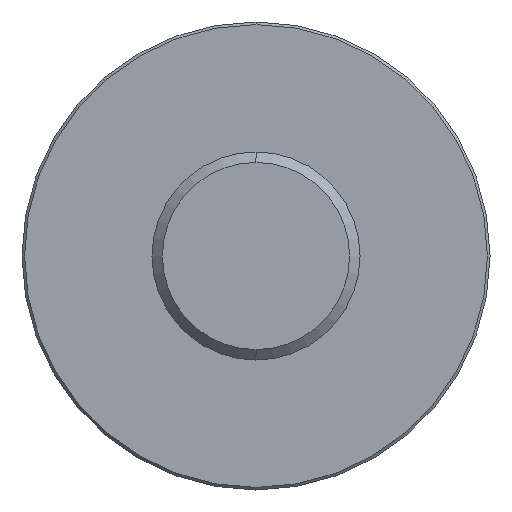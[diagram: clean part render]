
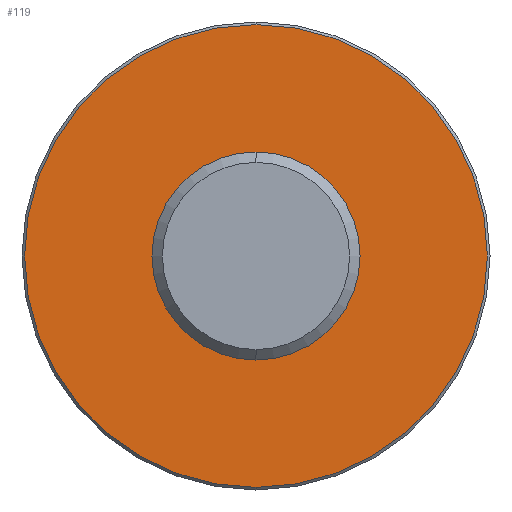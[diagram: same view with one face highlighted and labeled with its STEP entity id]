
A CAD part, left-side view. The second image highlights one B-rep face of the part: STEP entity #119.
In plain terms, the highlighted planar face has unit normal (-1, 0, 0).
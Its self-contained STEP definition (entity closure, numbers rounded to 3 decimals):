
#10 = DIRECTION ( 'NONE',  ( -1., 0., 0. ) ) ;
#38 = AXIS2_PLACEMENT_3D ( 'NONE', #334, #549, #349 ) ;
#69 = AXIS2_PLACEMENT_3D ( 'NONE', #229, #728, #816 ) ;
#72 = CIRCLE ( 'NONE', #134, 2. ) ;
#75 = CARTESIAN_POINT ( 'NONE',  ( 3.5, 0., 0. ) ) ;
#98 = EDGE_CURVE ( 'NONE', #606, #506, #72, .T. ) ;
#113 = DIRECTION ( 'NONE',  ( 1., 0., 0. ) ) ;
#119 = ADVANCED_FACE ( 'NONE', ( #840, #647 ), #802, .F. ) ;
#134 = AXIS2_PLACEMENT_3D ( 'NONE', #75, #893, #304 ) ;
#152 = CARTESIAN_POINT ( 'NONE',  ( 3.5, 0., 2. ) ) ;
#226 = CIRCLE ( 'NONE', #69, 2. ) ;
#227 = CARTESIAN_POINT ( 'NONE',  ( 3.5, 0., -4.45 ) ) ;
#229 = CARTESIAN_POINT ( 'NONE',  ( 3.5, 0., 0. ) ) ;
#240 = VERTEX_POINT ( 'NONE', #227 ) ;
#245 = ORIENTED_EDGE ( 'NONE', *, *, #98, .F. ) ;
#298 = VERTEX_POINT ( 'NONE', #719 ) ;
#304 = DIRECTION ( 'NONE',  ( 0., 0., 1. ) ) ;
#309 = CARTESIAN_POINT ( 'NONE',  ( 3.5, 0., -2. ) ) ;
#328 = CARTESIAN_POINT ( 'NONE',  ( 3.5, 0., -2. ) ) ;
#334 = CARTESIAN_POINT ( 'NONE',  ( 3.5, 0., 0. ) ) ;
#335 = EDGE_CURVE ( 'NONE', #240, #298, #377, .T. ) ;
#349 = DIRECTION ( 'NONE',  ( 0., 0., -1. ) ) ;
#351 = EDGE_CURVE ( 'NONE', #506, #606, #226, .T. ) ;
#377 = CIRCLE ( 'NONE', #767, 4.45 ) ;
#442 = CIRCLE ( 'NONE', #38, 4.45 ) ;
#506 = VERTEX_POINT ( 'NONE', #328 ) ;
#507 = AXIS2_PLACEMENT_3D ( 'NONE', #309, #113, #856 ) ;
#549 = DIRECTION ( 'NONE',  ( -1., 0., 0. ) ) ;
#579 = EDGE_CURVE ( 'NONE', #298, #240, #442, .T. ) ;
#606 = VERTEX_POINT ( 'NONE', #152 ) ;
#613 = DIRECTION ( 'NONE',  ( 0., 0., -1. ) ) ;
#614 = CARTESIAN_POINT ( 'NONE',  ( 3.5, 0., 0. ) ) ;
#615 = ORIENTED_EDGE ( 'NONE', *, *, #579, .T. ) ;
#630 = EDGE_LOOP ( 'NONE', ( #631, #615 ) ) ;
#631 = ORIENTED_EDGE ( 'NONE', *, *, #335, .T. ) ;
#647 = FACE_BOUND ( 'NONE', #651, .T. ) ;
#651 = EDGE_LOOP ( 'NONE', ( #245, #895 ) ) ;
#719 = CARTESIAN_POINT ( 'NONE',  ( 3.5, 0., 4.45 ) ) ;
#728 = DIRECTION ( 'NONE',  ( -1., 0., 0. ) ) ;
#767 = AXIS2_PLACEMENT_3D ( 'NONE', #614, #10, #613 ) ;
#802 = PLANE ( 'NONE',  #507 ) ;
#816 = DIRECTION ( 'NONE',  ( 0., 0., 1. ) ) ;
#840 = FACE_OUTER_BOUND ( 'NONE', #630, .T. ) ;
#856 = DIRECTION ( 'NONE',  ( 0., 0., -1. ) ) ;
#893 = DIRECTION ( 'NONE',  ( -1., 0., 0. ) ) ;
#895 = ORIENTED_EDGE ( 'NONE', *, *, #351, .F. ) ;
